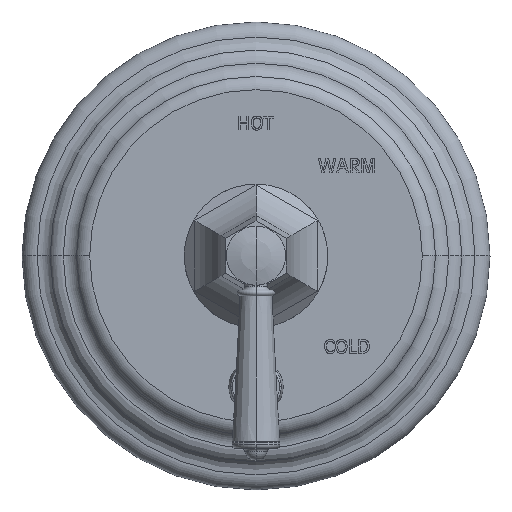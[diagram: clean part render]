
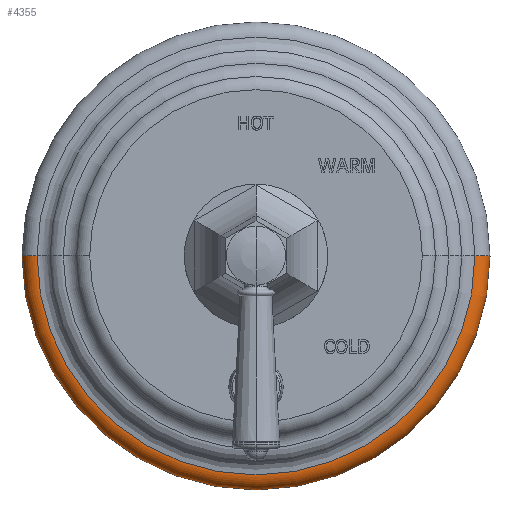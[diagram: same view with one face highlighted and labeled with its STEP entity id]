
A CAD part, top view. The second image highlights one B-rep face of the part: STEP entity #4355.
In plain terms, the highlighted toroidal (fillet/blend) face has major radius 92.075 mm and minor radius 6.35 mm.
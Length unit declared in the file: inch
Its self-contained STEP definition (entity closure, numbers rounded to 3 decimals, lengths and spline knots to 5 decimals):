
#2=CARTESIAN_POINT('',(0.,0.,0.));
#3=DIRECTION('',(0.,0.,-1.));
#4=DIRECTION('',(1.,0.,0.));
#5=AXIS2_PLACEMENT_3D('',#2,#3,#4);
#12=CARTESIAN_POINT('',(3.625,0.,0.));
#13=DIRECTION('',(0.,-1.,0.));
#14=DIRECTION('',(1.,0.,0.));
#15=AXIS2_PLACEMENT_3D('',#12,#13,#14);
#17=CARTESIAN_POINT('',(-3.625,0.,0.));
#18=DIRECTION('',(0.,1.,0.));
#19=DIRECTION('',(-1.,0.,0.));
#20=AXIS2_PLACEMENT_3D('',#17,#18,#19);
#37=CARTESIAN_POINT('',(0.,0.,0.25));
#38=DIRECTION('',(0.,0.,-1.));
#39=DIRECTION('',(1.,0.,0.));
#40=AXIS2_PLACEMENT_3D('',#37,#38,#39);
#3680=CARTESIAN_POINT('',(3.625,0.,0.25));
#3682=VERTEX_POINT('',#3680);
#3690=CARTESIAN_POINT('',(-3.625,0.,0.25));
#3692=VERTEX_POINT('',#3690);
#4152=CARTESIAN_POINT('',(3.875,0.,0.));
#4153=CARTESIAN_POINT('',(-3.875,0.,0.));
#4154=VERTEX_POINT('',#4152);
#4155=VERTEX_POINT('',#4153);
#4340=CARTESIAN_POINT('',(0.,0.,0.));
#4341=DIRECTION('',(0.,0.,-1.));
#4342=DIRECTION('',(-1.,0.,0.));
#4343=AXIS2_PLACEMENT_3D('',#4340,#4341,#4342);
#4344=TOROIDAL_SURFACE('',#4343,3.625,0.25);
#4346=ORIENTED_EDGE('',*,*,#4345,.T.);
#4348=ORIENTED_EDGE('',*,*,#4347,.T.);
#4350=ORIENTED_EDGE('',*,*,#4349,.F.);
#4352=ORIENTED_EDGE('',*,*,#4351,.F.);
#4353=EDGE_LOOP('',(#4346,#4348,#4350,#4352));
#4354=FACE_OUTER_BOUND('',#4353,.F.);
#4355=ADVANCED_FACE('',(#4354),#4344,.T.);
#6=CIRCLE('',#5,3.875);
#16=CIRCLE('',#15,0.25);
#21=CIRCLE('',#20,0.25);
#41=CIRCLE('',#40,3.625);
#4345=EDGE_CURVE('',#4154,#4155,#6,.T.);
#4347=EDGE_CURVE('',#4155,#3692,#21,.T.);
#4349=EDGE_CURVE('',#3682,#3692,#41,.T.);
#4351=EDGE_CURVE('',#4154,#3682,#16,.T.);
